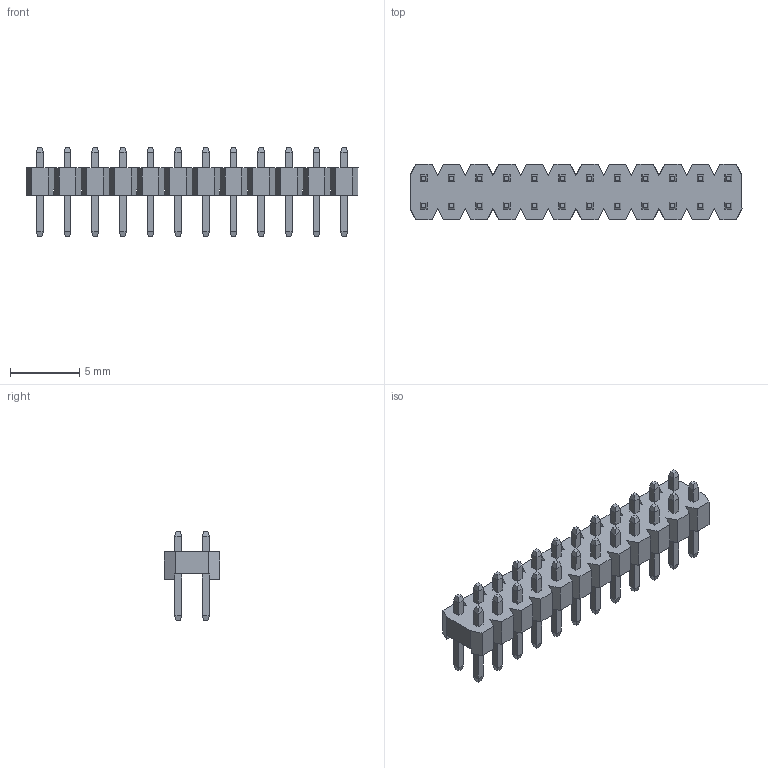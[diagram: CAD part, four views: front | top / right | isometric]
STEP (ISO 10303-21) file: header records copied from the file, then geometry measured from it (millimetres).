
FILE_DESCRIPTION (( 'STEP AP214' ), '1' );
FILE_NAME ('FPH20047-D24S1014010720B-REF.STEP', '2024-12-26T03:20:23', ( '' ), ( '' ), 'SwSTEP 2.0', 'SolidWorks 2021', '' );
FILE_SCHEMA (( 'AUTOMOTIVE_DESIGN' ));
Length unit declared in the file: millimetre
Products named in the file (1): FPH20047-D24S1014010720B-REF
Bounding box: 24 x 4 x 6.5 mm (x, y, z)
Volume: 180.5 mm3; surface area: 557.2 mm2
Topology: 1 solids, 1 shells, 580 faces, 1422 edges, 868 vertices
Faces by surface type: plane 580
Entity records: 16420 total; most frequent: CARTESIAN_POINT 2871, ORIENTED_EDGE 2844, DIRECTION 2584, LINE 1422, VECTOR 1422, EDGE_CURVE 1422, VERTEX_POINT 868, EDGE_LOOP 604
